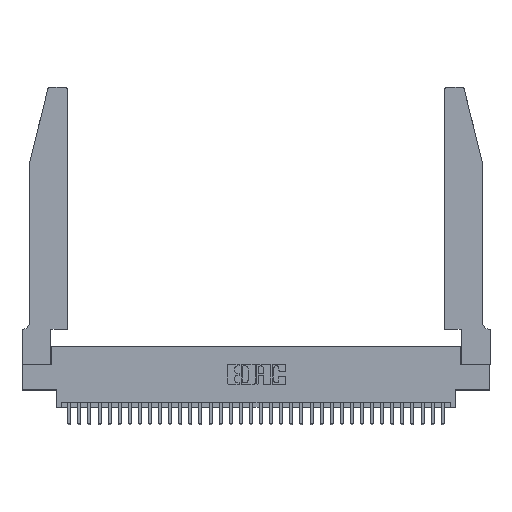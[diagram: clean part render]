
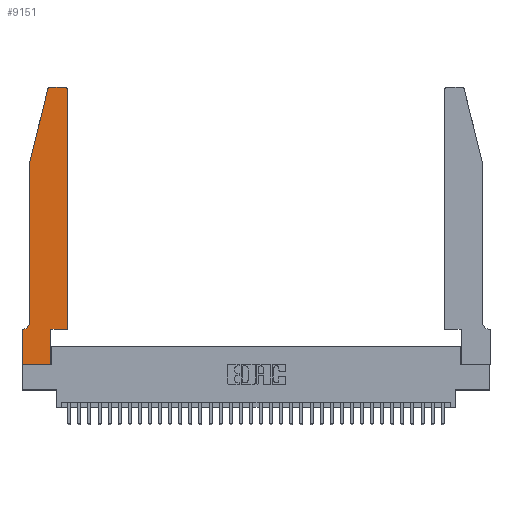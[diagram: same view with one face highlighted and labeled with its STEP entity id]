
A CAD part, top view. The second image highlights one B-rep face of the part: STEP entity #9151.
In plain terms, the highlighted planar face has unit normal (0, 0, 1).
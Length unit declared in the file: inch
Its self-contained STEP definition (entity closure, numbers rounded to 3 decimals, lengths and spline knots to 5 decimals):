
#484 = CARTESIAN_POINT ( 'NONE',  ( 0.2865, 0., 0.37 ) ) ;
#776 = EDGE_CURVE ( 'NONE', #5011, #13834, #31757, .T. ) ;
#1067 = CARTESIAN_POINT ( 'NONE',  ( 0.0055, 0.42, 0.37 ) ) ;
#1309 = CARTESIAN_POINT ( 'NONE',  ( 0.4505, 0.35, 0.37 ) ) ;
#1492 = DIRECTION ( 'NONE',  ( 1., 0., 0. ) ) ;
#1664 = LINE ( 'NONE', #19947, #8139 ) ;
#3082 = CARTESIAN_POINT ( 'NONE',  ( 0.2865, 0.35, 0.37 ) ) ;
#3312 = CIRCLE ( 'NONE', #16168, 0.03 ) ;
#3531 = VECTOR ( 'NONE', #15932, 39.37008 ) ;
#3841 = DIRECTION ( 'NONE',  ( -1., 0., 0. ) ) ;
#4036 = VERTEX_POINT ( 'NONE', #30606 ) ;
#4046 = CARTESIAN_POINT ( 'NONE',  ( 0., 0., 0.37 ) ) ;
#4127 = AXIS2_PLACEMENT_3D ( 'NONE', #11127, #30179, #13866 ) ;
#5011 = VERTEX_POINT ( 'NONE', #484 ) ;
#5088 = EDGE_CURVE ( 'NONE', #11560, #4036, #1664, .T. ) ;
#5632 = CARTESIAN_POINT ( 'NONE',  ( 0.4505, 0.35, 0.37 ) ) ;
#5914 = EDGE_CURVE ( 'NONE', #18184, #11560, #3312, .T. ) ;
#6137 = LINE ( 'NONE', #12150, #34329 ) ;
#6929 = VERTEX_POINT ( 'NONE', #33340 ) ;
#7392 = EDGE_CURVE ( 'NONE', #10550, #32071, #23401, .T. ) ;
#7751 = EDGE_CURVE ( 'NONE', #26838, #10550, #15211, .T. ) ;
#7961 = DIRECTION ( 'NONE',  ( -1., 0., 0. ) ) ;
#8095 = LINE ( 'NONE', #24828, #21814 ) ;
#8139 = VECTOR ( 'NONE', #22680, 39.37008 ) ;
#8144 = CARTESIAN_POINT ( 'NONE',  ( 0.4205, 2.75, 0.37 ) ) ;
#8834 = VECTOR ( 'NONE', #24240, 39.37008 ) ;
#9045 = ORIENTED_EDGE ( 'NONE', *, *, #23633, .T. ) ;
#9151 = ADVANCED_FACE ( 'NONE', ( #30053 ), #31801, .T. ) ;
#9236 = CIRCLE ( 'NONE', #10078, 0.07 ) ;
#10078 = AXIS2_PLACEMENT_3D ( 'NONE', #1067, #20317, #3841 ) ;
#10550 = VERTEX_POINT ( 'NONE', #14835 ) ;
#10616 = CARTESIAN_POINT ( 'NONE',  ( 0.0755, 2., 0.37 ) ) ;
#11127 = CARTESIAN_POINT ( 'NONE',  ( 0.284, 2.72, 0.37 ) ) ;
#11214 = DIRECTION ( 'NONE',  ( 0., 1., 0. ) ) ;
#11244 = LINE ( 'NONE', #24385, #12101 ) ;
#11560 = VERTEX_POINT ( 'NONE', #8144 ) ;
#11827 = ORIENTED_EDGE ( 'NONE', *, *, #18279, .T. ) ;
#12101 = VECTOR ( 'NONE', #7961, 39.37008 ) ;
#12150 = CARTESIAN_POINT ( 'NONE',  ( 0., 0., 0.37 ) ) ;
#12153 = AXIS2_PLACEMENT_3D ( 'NONE', #20912, #15528, #34525 ) ;
#12909 = VERTEX_POINT ( 'NONE', #5632 ) ;
#13094 = CARTESIAN_POINT ( 'NONE',  ( 0., 0.35, 0.37 ) ) ;
#13161 = CARTESIAN_POINT ( 'NONE',  ( 0.2865, 0.35, 0.37 ) ) ;
#13355 = VECTOR ( 'NONE', #28699, 39.37008 ) ;
#13822 = VERTEX_POINT ( 'NONE', #30336 ) ;
#13834 = VERTEX_POINT ( 'NONE', #3082 ) ;
#13866 = DIRECTION ( 'NONE',  ( 1., 0., 0. ) ) ;
#14552 = CARTESIAN_POINT ( 'NONE',  ( 0.4505, 2.72, 0.37 ) ) ;
#14835 = CARTESIAN_POINT ( 'NONE',  ( 0.0755, 2., 0.37 ) ) ;
#14920 = DIRECTION ( 'NONE',  ( 1., 0., 0. ) ) ;
#15211 = LINE ( 'NONE', #20266, #29679 ) ;
#15528 = DIRECTION ( 'NONE',  ( 0., 0., 1. ) ) ;
#15932 = DIRECTION ( 'NONE',  ( 0., 1., 0. ) ) ;
#16168 = AXIS2_PLACEMENT_3D ( 'NONE', #34238, #17995, #1492 ) ;
#16223 = VECTOR ( 'NONE', #28738, 39.37008 ) ;
#17078 = LINE ( 'NONE', #1309, #16223 ) ;
#17515 = DIRECTION ( 'NONE',  ( -0.239, -0.971, 0. ) ) ;
#17995 = DIRECTION ( 'NONE',  ( 0., 0., 1. ) ) ;
#18130 = CIRCLE ( 'NONE', #4127, 0.03 ) ;
#18184 = VERTEX_POINT ( 'NONE', #14552 ) ;
#18279 = EDGE_CURVE ( 'NONE', #13822, #5011, #6137, .T. ) ;
#18328 = ORIENTED_EDGE ( 'NONE', *, *, #7392, .T. ) ;
#18368 = VERTEX_POINT ( 'NONE', #13094 ) ;
#19539 = EDGE_CURVE ( 'NONE', #6929, #18368, #11244, .T. ) ;
#19947 = CARTESIAN_POINT ( 'NONE',  ( 0.2605, 2.75, 0.37 ) ) ;
#20266 = CARTESIAN_POINT ( 'NONE',  ( 0.0755, 2., 0.37 ) ) ;
#20317 = DIRECTION ( 'NONE',  ( 0., 0., -1. ) ) ;
#20354 = ORIENTED_EDGE ( 'NONE', *, *, #25483, .T. ) ;
#20912 = CARTESIAN_POINT ( 'NONE',  ( 0., 0.35, 0.37 ) ) ;
#21176 = ORIENTED_EDGE ( 'NONE', *, *, #776, .T. ) ;
#21814 = VECTOR ( 'NONE', #11214, 39.37008 ) ;
#22680 = DIRECTION ( 'NONE',  ( -1., 0., 0. ) ) ;
#23371 = ORIENTED_EDGE ( 'NONE', *, *, #30510, .T. ) ;
#23375 = EDGE_LOOP ( 'NONE', ( #28085, #9045, #24171, #18328, #26261, #33937, #23371, #11827, #21176, #25445, #20354, #34323 ) ) ;
#23401 = LINE ( 'NONE', #10616, #8834 ) ;
#23633 = EDGE_CURVE ( 'NONE', #4036, #26838, #18130, .T. ) ;
#24171 = ORIENTED_EDGE ( 'NONE', *, *, #7751, .T. ) ;
#24240 = DIRECTION ( 'NONE',  ( 0., -1., 0. ) ) ;
#24385 = CARTESIAN_POINT ( 'NONE',  ( 0.0755, 0.35, 0.37 ) ) ;
#24828 = CARTESIAN_POINT ( 'NONE',  ( 0.4505, 0.35, 0.37 ) ) ;
#25339 = CARTESIAN_POINT ( 'NONE',  ( 0.25487, 2.72718, 0.37 ) ) ;
#25445 = ORIENTED_EDGE ( 'NONE', *, *, #33204, .T. ) ;
#25483 = EDGE_CURVE ( 'NONE', #12909, #18184, #8095, .T. ) ;
#26261 = ORIENTED_EDGE ( 'NONE', *, *, #27938, .T. ) ;
#26838 = VERTEX_POINT ( 'NONE', #25339 ) ;
#27857 = LINE ( 'NONE', #4046, #13355 ) ;
#27938 = EDGE_CURVE ( 'NONE', #32071, #6929, #9236, .T. ) ;
#28085 = ORIENTED_EDGE ( 'NONE', *, *, #5088, .T. ) ;
#28699 = DIRECTION ( 'NONE',  ( 0., -1., 0. ) ) ;
#28738 = DIRECTION ( 'NONE',  ( 1., 0., 0. ) ) ;
#29679 = VECTOR ( 'NONE', #17515, 39.37008 ) ;
#30053 = FACE_OUTER_BOUND ( 'NONE', #23375, .T. ) ;
#30179 = DIRECTION ( 'NONE',  ( 0., 0., 1. ) ) ;
#30336 = CARTESIAN_POINT ( 'NONE',  ( 0., 0., 0.37 ) ) ;
#30510 = EDGE_CURVE ( 'NONE', #18368, #13822, #27857, .T. ) ;
#30606 = CARTESIAN_POINT ( 'NONE',  ( 0.284, 2.75, 0.37 ) ) ;
#31757 = LINE ( 'NONE', #13161, #3531 ) ;
#31801 = PLANE ( 'NONE',  #12153 ) ;
#31884 = CARTESIAN_POINT ( 'NONE',  ( 0.0755, 0.42, 0.37 ) ) ;
#32071 = VERTEX_POINT ( 'NONE', #31884 ) ;
#33204 = EDGE_CURVE ( 'NONE', #13834, #12909, #17078, .T. ) ;
#33340 = CARTESIAN_POINT ( 'NONE',  ( 0.0055, 0.35, 0.37 ) ) ;
#33937 = ORIENTED_EDGE ( 'NONE', *, *, #19539, .T. ) ;
#34238 = CARTESIAN_POINT ( 'NONE',  ( 0.4205, 2.72, 0.37 ) ) ;
#34323 = ORIENTED_EDGE ( 'NONE', *, *, #5914, .T. ) ;
#34329 = VECTOR ( 'NONE', #14920, 39.37008 ) ;
#34525 = DIRECTION ( 'NONE',  ( 1., 0., 0. ) ) ;
